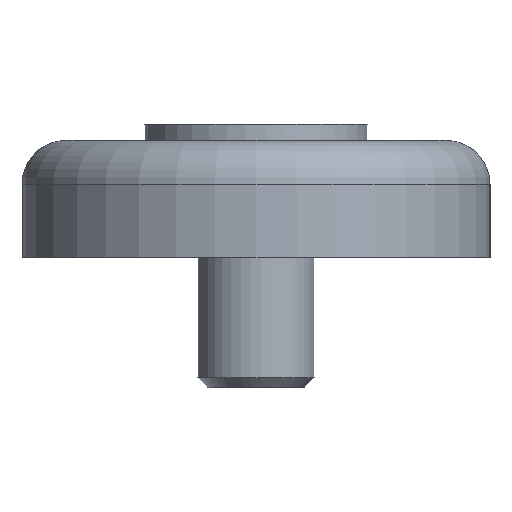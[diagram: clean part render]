
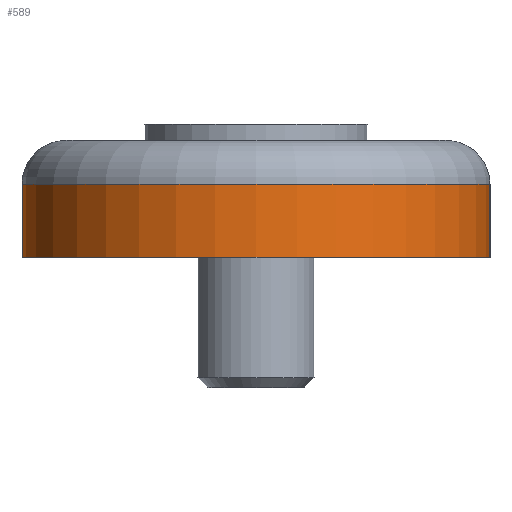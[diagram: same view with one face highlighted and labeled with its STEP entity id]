
A CAD part, left-side view. The second image highlights one B-rep face of the part: STEP entity #589.
In plain terms, the highlighted cylindrical face has radius 16 mm (diameter 32 mm), a partial arc.
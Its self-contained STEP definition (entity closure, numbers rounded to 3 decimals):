
#52=CYLINDRICAL_SURFACE('',#673,16.);
#85=LINE('',#1002,#119);
#88=LINE('',#1012,#122);
#119=VECTOR('',#814,1000.);
#122=VECTOR('',#825,1000.);
#213=ORIENTED_EDGE('',*,*,#305,.F.);
#214=ORIENTED_EDGE('',*,*,#313,.T.);
#215=ORIENTED_EDGE('',*,*,#310,.T.);
#216=ORIENTED_EDGE('',*,*,#314,.T.);
#305=EDGE_CURVE('',#363,#364,#85,.T.);
#310=EDGE_CURVE('',#367,#368,#88,.T.);
#313=EDGE_CURVE('',#363,#367,#400,.F.);
#314=EDGE_CURVE('',#368,#364,#401,.T.);
#363=VERTEX_POINT('',#1001);
#364=VERTEX_POINT('',#1003);
#367=VERTEX_POINT('',#1013);
#368=VERTEX_POINT('',#1014);
#400=CIRCLE('',#674,16.);
#401=CIRCLE('',#675,16.);
#450=EDGE_LOOP('',(#213,#214,#215,#216));
#513=FACE_BOUND('',#450,.T.);
#589=ADVANCED_FACE('',(#513),#52,.T.);
#673=AXIS2_PLACEMENT_3D('',#1017,#828,#829);
#674=AXIS2_PLACEMENT_3D('',#1018,#830,#831);
#675=AXIS2_PLACEMENT_3D('',#1019,#832,#833);
#814=DIRECTION('',(0.,-1.,0.));
#825=DIRECTION('',(0.,-1.,0.));
#828=DIRECTION('',(0.,-1.,0.));
#829=DIRECTION('',(0.,0.,-1.));
#830=DIRECTION('',(0.,1.,0.));
#831=DIRECTION('',(0.,0.,1.));
#832=DIRECTION('',(0.,1.,0.));
#833=DIRECTION('',(1.,0.,0.));
#1001=CARTESIAN_POINT('',(20.,5.,-16.));
#1002=CARTESIAN_POINT('',(20.,8.,-16.));
#1003=CARTESIAN_POINT('',(20.,0.,-16.));
#1012=CARTESIAN_POINT('',(20.,8.,16.));
#1013=CARTESIAN_POINT('',(20.,5.,16.));
#1014=CARTESIAN_POINT('',(20.,0.,16.));
#1017=CARTESIAN_POINT('',(20.,8.,0.));
#1018=CARTESIAN_POINT('',(20.,5.,0.));
#1019=CARTESIAN_POINT('',(20.,0.,0.));
